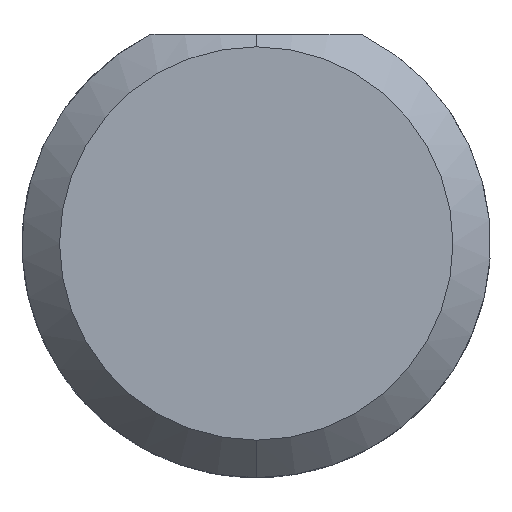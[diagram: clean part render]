
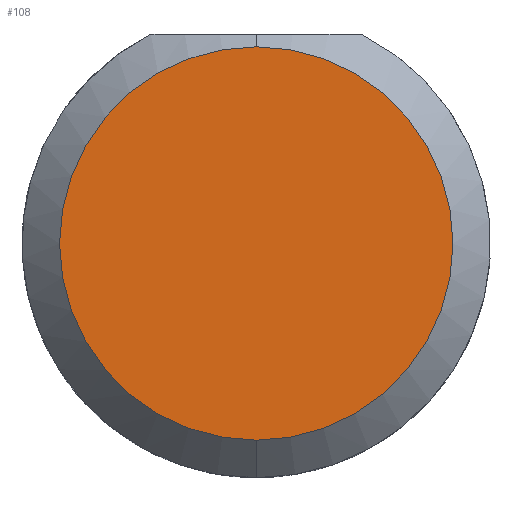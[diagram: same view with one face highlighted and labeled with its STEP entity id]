
A CAD part, left-side view. The second image highlights one B-rep face of the part: STEP entity #108.
In plain terms, the highlighted planar face has unit normal (-1, 0, 0).
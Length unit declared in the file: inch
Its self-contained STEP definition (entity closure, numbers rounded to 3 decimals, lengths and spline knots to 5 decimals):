
#8 = DIRECTION ( 'NONE',  ( 1., 0., 0. ) ) ;
#10 = CARTESIAN_POINT ( 'NONE',  ( 0., 0., 0. ) ) ;
#35 = CARTESIAN_POINT ( 'NONE',  ( 0., 0., 0. ) ) ;
#51 = PLANE ( 'NONE',  #555 ) ;
#61 = ORIENTED_EDGE ( 'NONE', *, *, #114, .T. ) ;
#70 = VERTEX_POINT ( 'NONE', #417 ) ;
#108 = ADVANCED_FACE ( 'NONE', ( #386 ), #51, .F. ) ;
#114 = EDGE_CURVE ( 'NONE', #70, #433, #338, .T. ) ;
#211 = CARTESIAN_POINT ( 'NONE',  ( 0., 0., 0.0786 ) ) ;
#257 = AXIS2_PLACEMENT_3D ( 'NONE', #35, #531, #591 ) ;
#338 = CIRCLE ( 'NONE', #607, 0.0786 ) ;
#379 = DIRECTION ( 'NONE',  ( 0., 0., 1. ) ) ;
#386 = FACE_OUTER_BOUND ( 'NONE', #659, .T. ) ;
#388 = DIRECTION ( 'NONE',  ( -1., 0., 0. ) ) ;
#417 = CARTESIAN_POINT ( 'NONE',  ( 0., 0., -0.0786 ) ) ;
#433 = VERTEX_POINT ( 'NONE', #211 ) ;
#442 = DIRECTION ( 'NONE',  ( 0., 0., -1. ) ) ;
#531 = DIRECTION ( 'NONE',  ( -1., 0., 0. ) ) ;
#550 = ORIENTED_EDGE ( 'NONE', *, *, #631, .T. ) ;
#555 = AXIS2_PLACEMENT_3D ( 'NONE', #10, #8, #442 ) ;
#572 = CIRCLE ( 'NONE', #257, 0.0786 ) ;
#591 = DIRECTION ( 'NONE',  ( 0., 0., 1. ) ) ;
#607 = AXIS2_PLACEMENT_3D ( 'NONE', #649, #388, #379 ) ;
#631 = EDGE_CURVE ( 'NONE', #433, #70, #572, .T. ) ;
#649 = CARTESIAN_POINT ( 'NONE',  ( 0., 0., 0. ) ) ;
#659 = EDGE_LOOP ( 'NONE', ( #61, #550 ) ) ;
